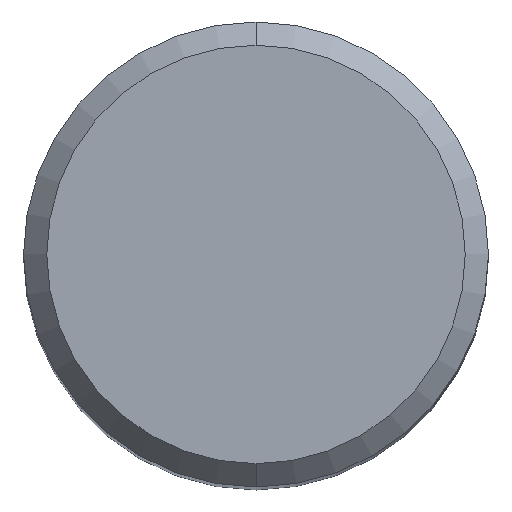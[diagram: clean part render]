
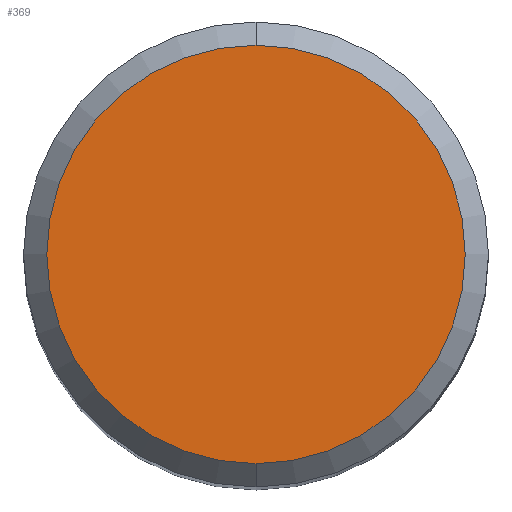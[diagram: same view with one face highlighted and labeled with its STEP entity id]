
A CAD part, top view. The second image highlights one B-rep face of the part: STEP entity #369.
In plain terms, the highlighted planar face has unit normal (0, 0, 1).
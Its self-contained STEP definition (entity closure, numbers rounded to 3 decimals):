
#303=VERTEX_POINT('',#605);
#311=EDGE_CURVE('',#313,#303,#613,.T.);
#313=VERTEX_POINT('',#615);
#325=EDGE_CURVE('',#303,#313,#628,.T.);
#369=ADVANCED_FACE('',(#678),#679,.T.);
#605=CARTESIAN_POINT('',(0.,-5.4,0.0));
#613=CIRCLE('',#1148,5.4);
#615=CARTESIAN_POINT('',(0.0,5.4,0.0));
#628=CIRCLE('',#1166,5.4);
#678=FACE_OUTER_BOUND('',#1287,.T.);
#679=PLANE('',#1288);
#1148=AXIS2_PLACEMENT_3D('',#1586,#1587,#1588);
#1166=AXIS2_PLACEMENT_3D('',#1597,#1598,#1599);
#1287=EDGE_LOOP('',(#1660,#1661));
#1288=AXIS2_PLACEMENT_3D('',#1662,#1663,#1664);
#1586=CARTESIAN_POINT('',(0.0,0.0,0.0));
#1587=DIRECTION('',(0.0,0.0,-1.0));
#1588=DIRECTION('',(0.0,1.0,0.0));
#1597=CARTESIAN_POINT('',(0.0,0.0,0.0));
#1598=DIRECTION('',(0.0,0.0,-1.0));
#1599=DIRECTION('',(0.0,1.0,0.0));
#1660=ORIENTED_EDGE('',*,*,#311,.F.);
#1661=ORIENTED_EDGE('',*,*,#325,.F.);
#1662=CARTESIAN_POINT('',(0.0,2.7,0.0));
#1663=DIRECTION('',(-0.0,0.0,1.0));
#1664=DIRECTION('',(0.0,-1.0,0.0));
